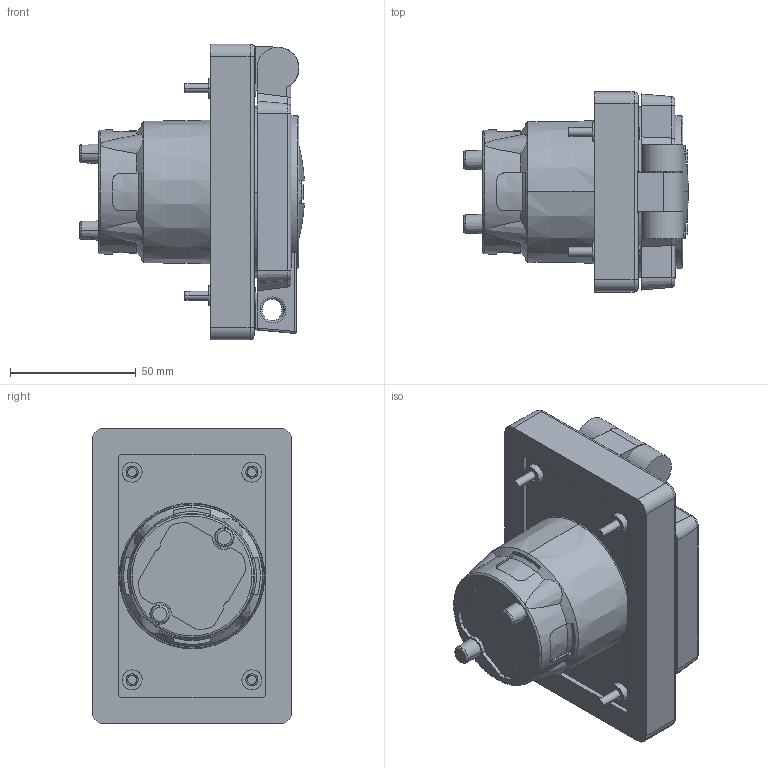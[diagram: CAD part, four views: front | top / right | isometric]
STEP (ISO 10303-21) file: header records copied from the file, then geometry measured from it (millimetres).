
FILE_DESCRIPTION (( 'STEP AP214' ), '1' );
FILE_NAME ('CATSTD-97W83-00S-M01.STEP', '2019-08-29T17:33:27', ( '' ), ( '' ), 'SwSTEP 2.0', 'SolidWorks 2017', '' );
FILE_SCHEMA (( 'AUTOMOTIVE_DESIGN' ));
Length unit declared in the file: millimetre
Products named in the file (2): CATSTD-97W83-00S-M01; 20A30A_45W_FO_FI_WetguardCover
Assembly tree (1 placements, depth 2):
  CATSTD-97W83-00S-M01
    20A30A_45W_FO_FI_WetguardCover
Bounding box: 89.31 x 79.38 x 117.47 mm (x, y, z)
Volume: 364638.8 mm3; surface area: 50622.3 mm2
Topology: 1 solids, 1 shells, 550 faces, 1519 edges, 1013 vertices
Faces by surface type: plane 232, cylinder 214, bspline 64, cone 36, torus 4
Entity records: 30683 total; most frequent: CARTESIAN_POINT 11717, ORIENTED_EDGE 3032, DIRECTION 2123, EDGE_CURVE 1516, VERTEX_POINT 1013, VECTOR 729, LINE 729, AXIS2_PLACEMENT_3D 697
